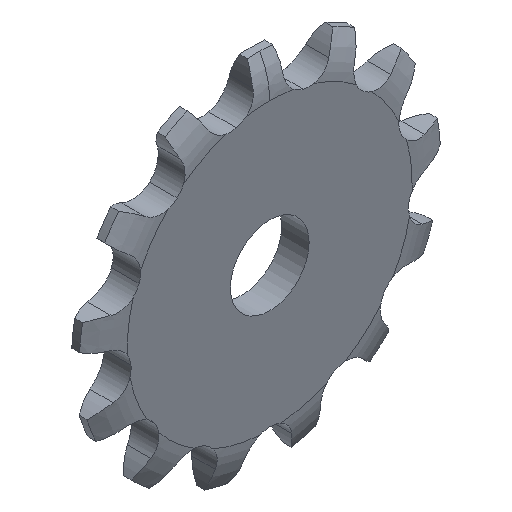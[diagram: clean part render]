
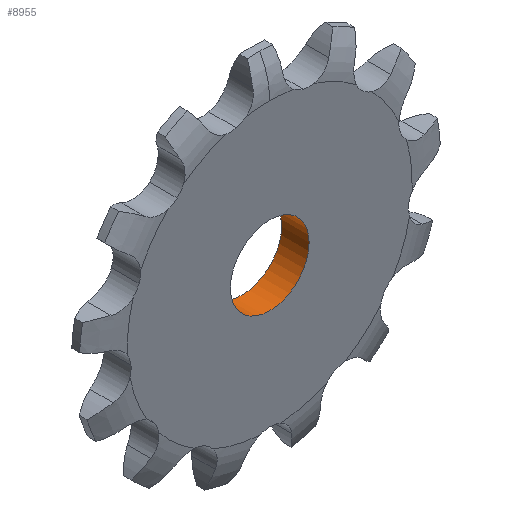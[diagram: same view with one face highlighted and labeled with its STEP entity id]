
A CAD part, isometric view. The second image highlights one B-rep face of the part: STEP entity #8955.
In plain terms, the highlighted cylindrical face has radius 4 mm (diameter 8 mm), a full revolution.
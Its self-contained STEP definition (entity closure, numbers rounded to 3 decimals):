
#45 = PLANE('',#46);
#46 = AXIS2_PLACEMENT_3D('',#47,#48,#49);
#47 = CARTESIAN_POINT('',(0.,0.,
    0.));
#48 = DIRECTION('',(0.,1.,0.));
#49 = DIRECTION('',(0.,0.,-1.));
#260 = PLANE('',#261);
#261 = AXIS2_PLACEMENT_3D('',#262,#263,#264);
#262 = CARTESIAN_POINT('',(0.,-2.8,0.)
  );
#263 = DIRECTION('',(0.,-1.,0.));
#264 = DIRECTION('',(0.,0.,1.));
#1631 = EDGE_CURVE('',#1632,#1632,#1634,.T.);
#1632 = VERTEX_POINT('',#1633);
#1633 = CARTESIAN_POINT('',(4.,0.,0.));
#1634 = SURFACE_CURVE('',#1635,(#1640,#1651),.PCURVE_S1.);
#1635 = CIRCLE('',#1636,4.);
#1636 = AXIS2_PLACEMENT_3D('',#1637,#1638,#1639);
#1637 = CARTESIAN_POINT('',(0.,0.,0.));
#1638 = DIRECTION('',(0.,-1.,0.));
#1639 = DIRECTION('',(1.,0.,0.));
#1640 = PCURVE('',#45,#1641);
#1641 = DEFINITIONAL_REPRESENTATION('',(#1642),#1650);
#1642 = ( BOUNDED_CURVE() B_SPLINE_CURVE(2,(#1643,#1644,#1645,#1646,
#1647,#1648,#1649),.UNSPECIFIED.,.T.,.F.) B_SPLINE_CURVE_WITH_KNOTS((1,2
    ,2,2,2,1),(-2.094,0.,2.094,4.189,
6.283,8.378),.UNSPECIFIED.) CURVE() 
GEOMETRIC_REPRESENTATION_ITEM() RATIONAL_B_SPLINE_CURVE((1.,0.5,1.,0.5,
1.,0.5,1.)) REPRESENTATION_ITEM('') );
#1643 = CARTESIAN_POINT('',(0.,-4.));
#1644 = CARTESIAN_POINT('',(-6.928,-4.));
#1645 = CARTESIAN_POINT('',(-3.464,2.));
#1646 = CARTESIAN_POINT('',(0.,8.));
#1647 = CARTESIAN_POINT('',(3.464,2.));
#1648 = CARTESIAN_POINT('',(6.928,-4.));
#1649 = CARTESIAN_POINT('',(0.,-4.));
#1650 = ( GEOMETRIC_REPRESENTATION_CONTEXT(2) 
PARAMETRIC_REPRESENTATION_CONTEXT() REPRESENTATION_CONTEXT('2D SPACE',''
  ) );
#1651 = PCURVE('',#1652,#1657);
#1652 = CYLINDRICAL_SURFACE('',#1653,4.);
#1653 = AXIS2_PLACEMENT_3D('',#1654,#1655,#1656);
#1654 = CARTESIAN_POINT('',(0.,0.,0.));
#1655 = DIRECTION('',(0.,1.,0.));
#1656 = DIRECTION('',(1.,0.,0.));
#1657 = DEFINITIONAL_REPRESENTATION('',(#1658),#1662);
#1658 = LINE('',#1659,#1660);
#1659 = CARTESIAN_POINT('',(-0.,0.));
#1660 = VECTOR('',#1661,1.);
#1661 = DIRECTION('',(-1.,0.));
#1662 = ( GEOMETRIC_REPRESENTATION_CONTEXT(2) 
PARAMETRIC_REPRESENTATION_CONTEXT() REPRESENTATION_CONTEXT('2D SPACE',''
  ) );
#2889 = EDGE_CURVE('',#2890,#2890,#2892,.T.);
#2890 = VERTEX_POINT('',#2891);
#2891 = CARTESIAN_POINT('',(4.,-2.8,0.));
#2892 = SURFACE_CURVE('',#2893,(#2898,#2909),.PCURVE_S1.);
#2893 = CIRCLE('',#2894,4.);
#2894 = AXIS2_PLACEMENT_3D('',#2895,#2896,#2897);
#2895 = CARTESIAN_POINT('',(0.,-2.8,0.));
#2896 = DIRECTION('',(-0.,1.,0.));
#2897 = DIRECTION('',(1.,0.,0.));
#2898 = PCURVE('',#260,#2899);
#2899 = DEFINITIONAL_REPRESENTATION('',(#2900),#2908);
#2900 = ( BOUNDED_CURVE() B_SPLINE_CURVE(2,(#2901,#2902,#2903,#2904,
#2905,#2906,#2907),.UNSPECIFIED.,.T.,.F.) B_SPLINE_CURVE_WITH_KNOTS((1,2
    ,2,2,2,1),(-2.094,0.,2.094,4.189,
6.283,8.378),.UNSPECIFIED.) CURVE() 
GEOMETRIC_REPRESENTATION_ITEM() RATIONAL_B_SPLINE_CURVE((1.,0.5,1.,0.5,
1.,0.5,1.)) REPRESENTATION_ITEM('') );
#2901 = CARTESIAN_POINT('',(0.,-4.));
#2902 = CARTESIAN_POINT('',(-6.928,-4.));
#2903 = CARTESIAN_POINT('',(-3.464,2.));
#2904 = CARTESIAN_POINT('',(0.,8.));
#2905 = CARTESIAN_POINT('',(3.464,2.));
#2906 = CARTESIAN_POINT('',(6.928,-4.));
#2907 = CARTESIAN_POINT('',(0.,-4.));
#2908 = ( GEOMETRIC_REPRESENTATION_CONTEXT(2) 
PARAMETRIC_REPRESENTATION_CONTEXT() REPRESENTATION_CONTEXT('2D SPACE',''
  ) );
#2909 = PCURVE('',#1652,#2910);
#2910 = DEFINITIONAL_REPRESENTATION('',(#2911),#2915);
#2911 = LINE('',#2912,#2913);
#2912 = CARTESIAN_POINT('',(-6.283,-2.8));
#2913 = VECTOR('',#2914,1.);
#2914 = DIRECTION('',(1.,-0.));
#2915 = ( GEOMETRIC_REPRESENTATION_CONTEXT(2) 
PARAMETRIC_REPRESENTATION_CONTEXT() REPRESENTATION_CONTEXT('2D SPACE',''
  ) );
#8955 = ADVANCED_FACE('',(#8956),#1652,.F.);
#8956 = FACE_BOUND('',#8957,.T.);
#8957 = EDGE_LOOP('',(#8958,#8959,#8980,#8981));
#8958 = ORIENTED_EDGE('',*,*,#1631,.F.);
#8959 = ORIENTED_EDGE('',*,*,#8960,.T.);
#8960 = EDGE_CURVE('',#1632,#2890,#8961,.T.);
#8961 = SEAM_CURVE('',#8962,(#8966,#8973),.PCURVE_S1.);
#8962 = LINE('',#8963,#8964);
#8963 = CARTESIAN_POINT('',(4.,0.,0.));
#8964 = VECTOR('',#8965,1.);
#8965 = DIRECTION('',(0.,-1.,0.));
#8966 = PCURVE('',#1652,#8967);
#8967 = DEFINITIONAL_REPRESENTATION('',(#8968),#8972);
#8968 = LINE('',#8969,#8970);
#8969 = CARTESIAN_POINT('',(-6.283,0.));
#8970 = VECTOR('',#8971,1.);
#8971 = DIRECTION('',(-0.,-1.));
#8972 = ( GEOMETRIC_REPRESENTATION_CONTEXT(2) 
PARAMETRIC_REPRESENTATION_CONTEXT() REPRESENTATION_CONTEXT('2D SPACE',''
  ) );
#8973 = PCURVE('',#1652,#8974);
#8974 = DEFINITIONAL_REPRESENTATION('',(#8975),#8979);
#8975 = LINE('',#8976,#8977);
#8976 = CARTESIAN_POINT('',(-0.,0.));
#8977 = VECTOR('',#8978,1.);
#8978 = DIRECTION('',(-0.,-1.));
#8979 = ( GEOMETRIC_REPRESENTATION_CONTEXT(2) 
PARAMETRIC_REPRESENTATION_CONTEXT() REPRESENTATION_CONTEXT('2D SPACE',''
  ) );
#8980 = ORIENTED_EDGE('',*,*,#2889,.F.);
#8981 = ORIENTED_EDGE('',*,*,#8960,.F.);
